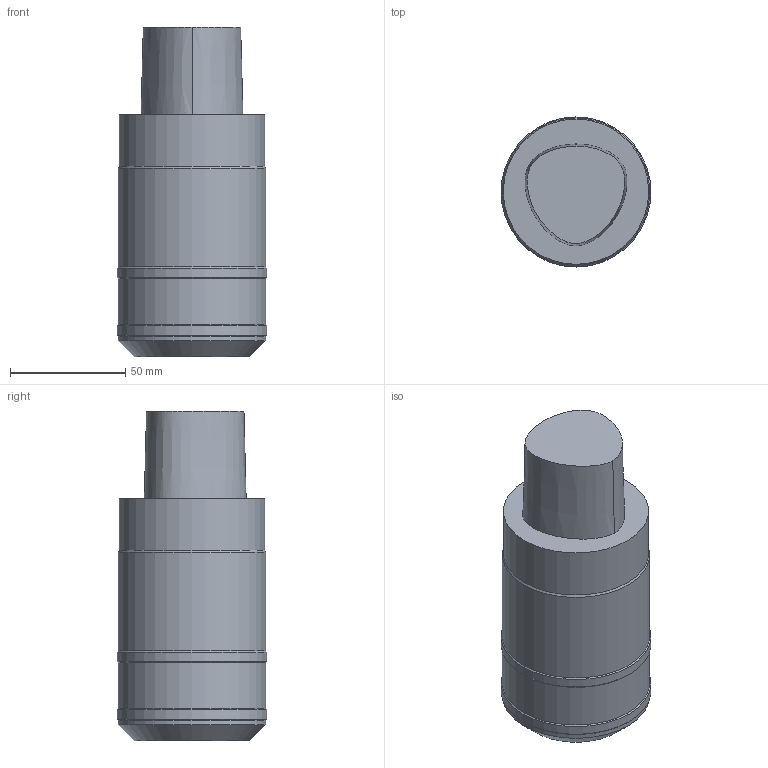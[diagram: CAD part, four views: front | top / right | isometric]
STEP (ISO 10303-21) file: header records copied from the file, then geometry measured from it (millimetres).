
FILE_DESCRIPTION((''),'1');
FILE_NAME('C6-ISL25-105.stp','2010-11-17T00:31:49',(''),(''),'Spatial Interop R18','Kubotek KeyCreator V8.5.1 (14335)',' ');
FILE_SCHEMA(('CONFIG_CONTROL_DESIGN'));
Length unit declared in the file: millimetre
Products named in the file (1): 1
Bounding box: 65 x 65 x 143 mm (x, y, z)
Volume: 386464.9 mm3; surface area: 31735.8 mm2
Topology: 1 solids, 1 shells, 18 faces, 34 edges, 18 vertices
Faces by surface type: cone 7, cylinder 6, plane 3, bspline 2
Full cylindrical faces by diameter (mm): 62.985 x1, 64 x3, 65 x2
Entity records: 633 total; most frequent: CARTESIAN_POINT 286, DIRECTION 65, ORIENTED_EDGE 42, AXIS2_PLACEMENT_3D 31, EDGE_LOOP 31, FACE_BOUND 25, EDGE_CURVE 21, ADVANCED_FACE 18
